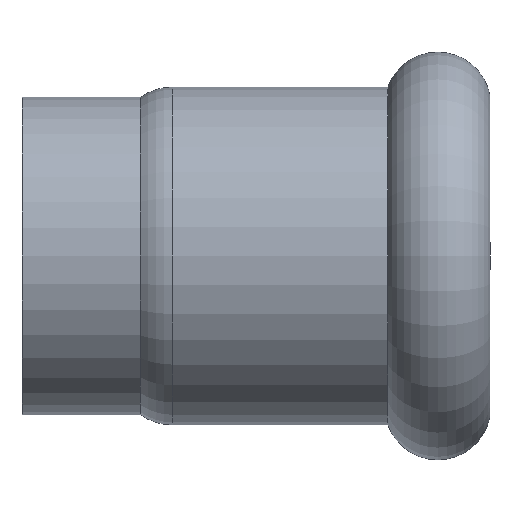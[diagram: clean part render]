
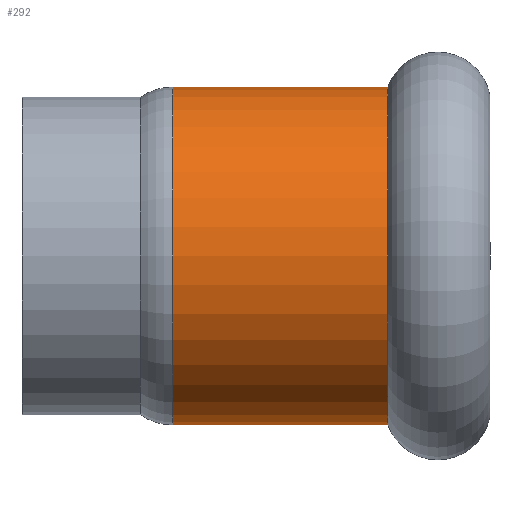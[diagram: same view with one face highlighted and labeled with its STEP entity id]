
A CAD part, front view. The second image highlights one B-rep face of the part: STEP entity #292.
In plain terms, the highlighted cylindrical face has radius 10.65 mm (diameter 21.3 mm), a full revolution.
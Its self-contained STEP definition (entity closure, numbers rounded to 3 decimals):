
#23=LINE('',#570,#30);
#30=VECTOR('',#475,10.65);
#37=CYLINDRICAL_SURFACE('',#364,10.65);
#49=FACE_OUTER_BOUND('',#63,.T.);
#63=EDGE_LOOP('',(#260,#261,#262,#263,#264,#265,#266,#267));
#65=CIRCLE('',#315,10.65);
#66=CIRCLE('',#316,10.65);
#71=CIRCLE('',#321,10.65);
#100=CIRCLE('',#360,10.65);
#101=CIRCLE('',#361,10.65);
#102=CIRCLE('',#362,10.65);
#104=VERTEX_POINT('',#481);
#105=VERTEX_POINT('',#482);
#106=VERTEX_POINT('',#484);
#135=VERTEX_POINT('',#562);
#136=VERTEX_POINT('',#563);
#137=VERTEX_POINT('',#565);
#138=EDGE_CURVE('',#104,#105,#65,.T.);
#139=EDGE_CURVE('',#105,#106,#66,.T.);
#144=EDGE_CURVE('',#106,#104,#71,.T.);
#178=EDGE_CURVE('',#135,#136,#100,.T.);
#179=EDGE_CURVE('',#137,#135,#101,.T.);
#180=EDGE_CURVE('',#136,#137,#102,.T.);
#182=EDGE_CURVE('',#105,#137,#23,.T.);
#260=ORIENTED_EDGE('',*,*,#138,.F.);
#261=ORIENTED_EDGE('',*,*,#144,.F.);
#262=ORIENTED_EDGE('',*,*,#139,.F.);
#263=ORIENTED_EDGE('',*,*,#182,.T.);
#264=ORIENTED_EDGE('',*,*,#179,.T.);
#265=ORIENTED_EDGE('',*,*,#178,.T.);
#266=ORIENTED_EDGE('',*,*,#180,.T.);
#267=ORIENTED_EDGE('',*,*,#182,.F.);
#292=ADVANCED_FACE('',(#49),#37,.T.);
#315=AXIS2_PLACEMENT_3D('',#483,#370,#371);
#316=AXIS2_PLACEMENT_3D('',#485,#372,#373);
#321=AXIS2_PLACEMENT_3D('',#493,#382,#383);
#360=AXIS2_PLACEMENT_3D('',#564,#465,#466);
#361=AXIS2_PLACEMENT_3D('',#566,#467,#468);
#362=AXIS2_PLACEMENT_3D('',#567,#469,#470);
#364=AXIS2_PLACEMENT_3D('',#569,#473,#474);
#370=DIRECTION('center_axis',(1.,0.,0.));
#371=DIRECTION('ref_axis',(0.,1.,0.));
#372=DIRECTION('center_axis',(1.,0.,0.));
#373=DIRECTION('ref_axis',(0.,1.,0.));
#382=DIRECTION('center_axis',(1.,0.,0.));
#383=DIRECTION('ref_axis',(0.,1.,0.));
#465=DIRECTION('center_axis',(1.,0.,0.));
#466=DIRECTION('ref_axis',(0.,1.,0.));
#467=DIRECTION('center_axis',(1.,0.,0.));
#468=DIRECTION('ref_axis',(0.,1.,0.));
#469=DIRECTION('center_axis',(1.,0.,0.));
#470=DIRECTION('ref_axis',(0.,1.,0.));
#473=DIRECTION('center_axis',(1.,0.,0.));
#474=DIRECTION('ref_axis',(0.,1.,0.));
#475=DIRECTION('',(-1.,0.,0.));
#481=CARTESIAN_POINT('',(-6.437,10.65,0.));
#482=CARTESIAN_POINT('',(-6.437,-10.65,0.));
#483=CARTESIAN_POINT('Origin',(-6.437,0.,0.));
#484=CARTESIAN_POINT('',(-6.437,0.,-10.65));
#485=CARTESIAN_POINT('Origin',(-6.437,0.,0.));
#493=CARTESIAN_POINT('Origin',(-6.437,0.,0.));
#562=CARTESIAN_POINT('',(-20.,10.65,0.));
#563=CARTESIAN_POINT('',(-20.,0.,10.65));
#564=CARTESIAN_POINT('Origin',(-20.,0.,0.));
#565=CARTESIAN_POINT('',(-20.,-10.65,0.));
#566=CARTESIAN_POINT('Origin',(-20.,0.,0.));
#567=CARTESIAN_POINT('Origin',(-20.,0.,0.));
#569=CARTESIAN_POINT('Origin',(-13.219,0.,0.));
#570=CARTESIAN_POINT('',(-13.219,-10.65,0.));
